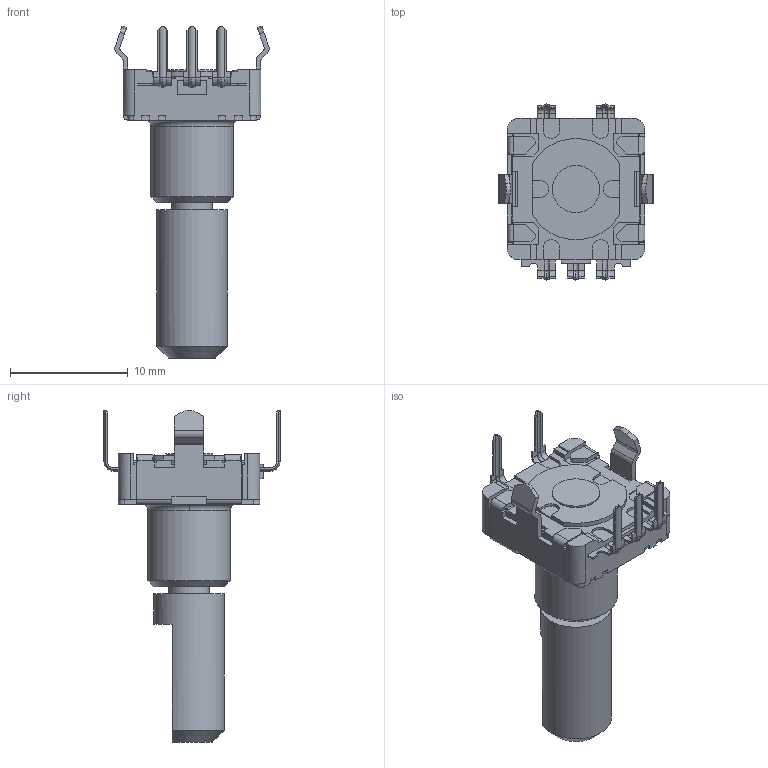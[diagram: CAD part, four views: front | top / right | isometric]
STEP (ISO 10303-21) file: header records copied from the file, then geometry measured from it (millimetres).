
FILE_DESCRIPTION(/* description */ ('STEP AP242','CAx-IF Rec.Pracs.---Representation and Presentation of Product Manufacturing Information (PMI)---4.0---2014-10-13','CAx-IF Rec.Pracs.---3D Tessellated Geometry---0.4---2014-09-14','2;1'),/* implementation_level */ '2;1');
FILE_NAME(/* name */ '6168ec94b2ed185da376789c',/* time_stamp */ '2021-10-15T02:51:01+00:00',/* author */ (''),/* organization */ (''),/* preprocessor_version */ 'ST-DEVELOPER v18.1',/* originating_system */ ' ',/* authorisation */ ' ');
FILE_SCHEMA (('AP242_MANAGED_MODEL_BASED_3D_ENGINEERING_MIM_LF { 1 0 10303 442 1 1 4 }'));
Length unit declared in the file: metre
Products named in the file (1): EC11E-05SW
Bounding box: 13.1 x 14.95 x 28.2 mm (x, y, z)
Volume: 1119.2 mm3; surface area: 1234.2 mm2
Topology: 1 solids, 1 shells, 476 faces, 1296 edges, 834 vertices
Faces by surface type: plane 333, cylinder 107, torus 24, bspline 8, cone 4
Full cylindrical faces by diameter (mm): 3.3 x1, 3.48 x1, 3.5 x1, 4 x1, 6 x1, 7 x1
Entity records: 17193 total; most frequent: CARTESIAN_POINT 2886, ORIENTED_EDGE 2568, DIRECTION 2450, EDGE_CURVE 1284, LINE 996, VECTOR 996, VERTEX_POINT 831, AXIS2_PLACEMENT_3D 727
